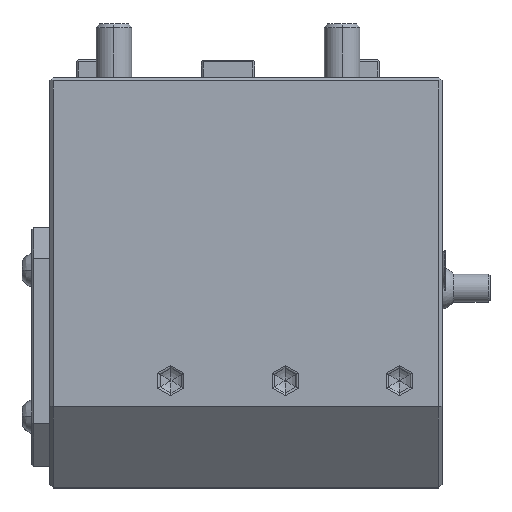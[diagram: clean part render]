
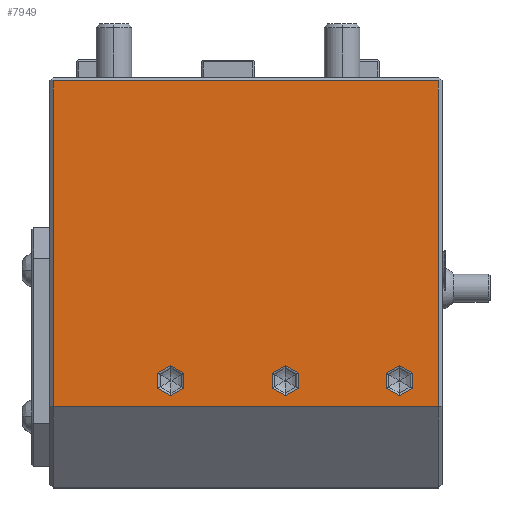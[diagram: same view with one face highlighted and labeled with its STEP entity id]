
A CAD part, top view. The second image highlights one B-rep face of the part: STEP entity #7949.
In plain terms, the highlighted planar face has unit normal (0, 0, 1).
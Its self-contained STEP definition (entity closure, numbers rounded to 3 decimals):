
#947=DIRECTION('',(0.,1.,0.));
#948=VECTOR('',#947,91.357);
#949=CARTESIAN_POINT('',(59.,-92.357,42.5));
#950=LINE('',#949,#948);
#951=DIRECTION('',(-1.,0.,0.));
#952=VECTOR('',#951,108.);
#953=CARTESIAN_POINT('',(59.,-92.357,42.5));
#954=LINE('',#953,#952);
#955=DIRECTION('',(0.,1.,0.));
#956=VECTOR('',#955,91.357);
#957=CARTESIAN_POINT('',(-49.,-92.357,42.5));
#958=LINE('',#957,#956);
#959=DIRECTION('',(1.,0.,0.));
#960=VECTOR('',#959,108.);
#961=CARTESIAN_POINT('',(-49.,-1.,42.5));
#962=LINE('',#961,#960);
#1606=DIRECTION('',(0.,1.,0.));
#1607=VECTOR('',#1606,4.219);
#1608=CARTESIAN_POINT('',(-12.346,-87.11,42.5));
#1609=LINE('',#1608,#1607);
#1634=DIRECTION('',(0.866,0.5,0.));
#1635=VECTOR('',#1634,4.219);
#1636=CARTESIAN_POINT('',(-16.,-89.219,42.5));
#1637=LINE('',#1636,#1635);
#1642=DIRECTION('',(0.866,-0.5,0.));
#1643=VECTOR('',#1642,4.219);
#1644=CARTESIAN_POINT('',(-19.654,-87.11,42.5));
#1645=LINE('',#1644,#1643);
#1690=DIRECTION('',(0.,-1.,0.));
#1691=VECTOR('',#1690,4.219);
#1692=CARTESIAN_POINT('',(-19.654,-82.89,42.5));
#1693=LINE('',#1692,#1691);
#1718=DIRECTION('',(-0.866,-0.5,0.));
#1719=VECTOR('',#1718,4.219);
#1720=CARTESIAN_POINT('',(-16.,-80.781,42.5));
#1721=LINE('',#1720,#1719);
#1746=DIRECTION('',(-0.866,0.5,0.));
#1747=VECTOR('',#1746,4.219);
#1748=CARTESIAN_POINT('',(-12.346,-82.89,42.5));
#1749=LINE('',#1748,#1747);
#1852=DIRECTION('',(0.,1.,0.));
#1853=VECTOR('',#1852,4.219);
#1854=CARTESIAN_POINT('',(19.654,-87.11,42.5));
#1855=LINE('',#1854,#1853);
#1880=DIRECTION('',(0.866,0.5,0.));
#1881=VECTOR('',#1880,4.219);
#1882=CARTESIAN_POINT('',(16.,-89.219,42.5));
#1883=LINE('',#1882,#1881);
#1888=DIRECTION('',(0.866,-0.5,0.));
#1889=VECTOR('',#1888,4.219);
#1890=CARTESIAN_POINT('',(12.346,-87.11,42.5));
#1891=LINE('',#1890,#1889);
#1936=DIRECTION('',(0.,-1.,0.));
#1937=VECTOR('',#1936,4.219);
#1938=CARTESIAN_POINT('',(12.346,-82.89,42.5));
#1939=LINE('',#1938,#1937);
#1964=DIRECTION('',(-0.866,-0.5,0.));
#1965=VECTOR('',#1964,4.219);
#1966=CARTESIAN_POINT('',(16.,-80.781,42.5));
#1967=LINE('',#1966,#1965);
#1992=DIRECTION('',(-0.866,0.5,0.));
#1993=VECTOR('',#1992,4.219);
#1994=CARTESIAN_POINT('',(19.654,-82.89,42.5));
#1995=LINE('',#1994,#1993);
#2098=DIRECTION('',(0.,1.,0.));
#2099=VECTOR('',#2098,4.219);
#2100=CARTESIAN_POINT('',(51.654,-87.11,42.5));
#2101=LINE('',#2100,#2099);
#2126=DIRECTION('',(0.866,0.5,0.));
#2127=VECTOR('',#2126,4.219);
#2128=CARTESIAN_POINT('',(48.,-89.219,42.5));
#2129=LINE('',#2128,#2127);
#2134=DIRECTION('',(0.866,-0.5,0.));
#2135=VECTOR('',#2134,4.219);
#2136=CARTESIAN_POINT('',(44.346,-87.11,42.5));
#2137=LINE('',#2136,#2135);
#2182=DIRECTION('',(0.,-1.,0.));
#2183=VECTOR('',#2182,4.219);
#2184=CARTESIAN_POINT('',(44.346,-82.89,42.5));
#2185=LINE('',#2184,#2183);
#2210=DIRECTION('',(-0.866,-0.5,0.));
#2211=VECTOR('',#2210,4.219);
#2212=CARTESIAN_POINT('',(48.,-80.781,42.5));
#2213=LINE('',#2212,#2211);
#2238=DIRECTION('',(-0.866,0.5,0.));
#2239=VECTOR('',#2238,4.219);
#2240=CARTESIAN_POINT('',(51.654,-82.89,42.5));
#2241=LINE('',#2240,#2239);
#5990=CARTESIAN_POINT('',(59.,-92.357,42.5));
#5991=CARTESIAN_POINT('',(59.,-1.,42.5));
#5992=VERTEX_POINT('',#5990);
#5993=VERTEX_POINT('',#5991);
#6004=CARTESIAN_POINT('',(-49.,-92.357,42.5));
#6005=VERTEX_POINT('',#6004);
#6014=CARTESIAN_POINT('',(-49.,-1.,42.5));
#6015=VERTEX_POINT('',#6014);
#6638=CARTESIAN_POINT('',(48.,-89.219,42.5));
#6639=CARTESIAN_POINT('',(51.654,-87.11,42.5));
#6640=VERTEX_POINT('',#6638);
#6641=VERTEX_POINT('',#6639);
#6646=CARTESIAN_POINT('',(51.654,-82.89,42.5));
#6647=VERTEX_POINT('',#6646);
#6650=CARTESIAN_POINT('',(48.,-80.781,42.5));
#6651=VERTEX_POINT('',#6650);
#6654=CARTESIAN_POINT('',(44.346,-82.89,42.5));
#6655=VERTEX_POINT('',#6654);
#6658=CARTESIAN_POINT('',(44.346,-87.11,42.5));
#6659=VERTEX_POINT('',#6658);
#6728=CARTESIAN_POINT('',(16.,-89.219,42.5));
#6729=CARTESIAN_POINT('',(19.654,-87.11,42.5));
#6730=VERTEX_POINT('',#6728);
#6731=VERTEX_POINT('',#6729);
#6736=CARTESIAN_POINT('',(19.654,-82.89,42.5));
#6737=VERTEX_POINT('',#6736);
#6740=CARTESIAN_POINT('',(16.,-80.781,42.5));
#6741=VERTEX_POINT('',#6740);
#6744=CARTESIAN_POINT('',(12.346,-82.89,42.5));
#6745=VERTEX_POINT('',#6744);
#6748=CARTESIAN_POINT('',(12.346,-87.11,42.5));
#6749=VERTEX_POINT('',#6748);
#6863=CARTESIAN_POINT('',(-16.,-89.219,42.5));
#6864=CARTESIAN_POINT('',(-12.346,-87.11,42.5));
#6865=VERTEX_POINT('',#6863);
#6866=VERTEX_POINT('',#6864);
#6871=CARTESIAN_POINT('',(-12.346,-82.89,42.5));
#6872=VERTEX_POINT('',#6871);
#6875=CARTESIAN_POINT('',(-16.,-80.781,42.5));
#6876=VERTEX_POINT('',#6875);
#6879=CARTESIAN_POINT('',(-19.654,-82.89,42.5));
#6880=VERTEX_POINT('',#6879);
#6883=CARTESIAN_POINT('',(-19.654,-87.11,42.5));
#6884=VERTEX_POINT('',#6883);
#7893=CARTESIAN_POINT('',(60.,0.,42.5));
#7894=DIRECTION('',(0.,0.,1.));
#7895=DIRECTION('',(-1.,0.,0.));
#7896=AXIS2_PLACEMENT_3D('',#7893,#7894,#7895);
#7897=PLANE('',#7896);
#7899=ORIENTED_EDGE('',*,*,#7898,.F.);
#7901=ORIENTED_EDGE('',*,*,#7900,.T.);
#7902=ORIENTED_EDGE('',*,*,#7882,.T.);
#7904=ORIENTED_EDGE('',*,*,#7903,.T.);
#7905=EDGE_LOOP('',(#7899,#7901,#7902,#7904));
#7906=FACE_OUTER_BOUND('',#7905,.F.);
#7908=ORIENTED_EDGE('',*,*,#7907,.T.);
#7910=ORIENTED_EDGE('',*,*,#7909,.T.);
#7912=ORIENTED_EDGE('',*,*,#7911,.T.);
#7914=ORIENTED_EDGE('',*,*,#7913,.T.);
#7916=ORIENTED_EDGE('',*,*,#7915,.T.);
#7918=ORIENTED_EDGE('',*,*,#7917,.T.);
#7919=EDGE_LOOP('',(#7908,#7910,#7912,#7914,#7916,#7918));
#7920=FACE_BOUND('',#7919,.F.);
#7922=ORIENTED_EDGE('',*,*,#7921,.T.);
#7924=ORIENTED_EDGE('',*,*,#7923,.T.);
#7926=ORIENTED_EDGE('',*,*,#7925,.T.);
#7928=ORIENTED_EDGE('',*,*,#7927,.T.);
#7930=ORIENTED_EDGE('',*,*,#7929,.T.);
#7932=ORIENTED_EDGE('',*,*,#7931,.T.);
#7933=EDGE_LOOP('',(#7922,#7924,#7926,#7928,#7930,#7932));
#7934=FACE_BOUND('',#7933,.F.);
#7936=ORIENTED_EDGE('',*,*,#7935,.T.);
#7938=ORIENTED_EDGE('',*,*,#7937,.T.);
#7940=ORIENTED_EDGE('',*,*,#7939,.T.);
#7942=ORIENTED_EDGE('',*,*,#7941,.T.);
#7944=ORIENTED_EDGE('',*,*,#7943,.T.);
#7946=ORIENTED_EDGE('',*,*,#7945,.T.);
#7947=EDGE_LOOP('',(#7936,#7938,#7940,#7942,#7944,#7946));
#7948=FACE_BOUND('',#7947,.F.);
#7882=EDGE_CURVE('',#6005,#6015,#958,.T.);
#7898=EDGE_CURVE('',#5992,#5993,#950,.T.);
#7900=EDGE_CURVE('',#5992,#6005,#954,.T.);
#7903=EDGE_CURVE('',#6015,#5993,#962,.T.);
#7907=EDGE_CURVE('',#6866,#6872,#1609,.T.);
#7909=EDGE_CURVE('',#6872,#6876,#1749,.T.);
#7911=EDGE_CURVE('',#6876,#6880,#1721,.T.);
#7913=EDGE_CURVE('',#6880,#6884,#1693,.T.);
#7915=EDGE_CURVE('',#6884,#6865,#1645,.T.);
#7917=EDGE_CURVE('',#6865,#6866,#1637,.T.);
#7921=EDGE_CURVE('',#6731,#6737,#1855,.T.);
#7923=EDGE_CURVE('',#6737,#6741,#1995,.T.);
#7925=EDGE_CURVE('',#6741,#6745,#1967,.T.);
#7927=EDGE_CURVE('',#6745,#6749,#1939,.T.);
#7929=EDGE_CURVE('',#6749,#6730,#1891,.T.);
#7931=EDGE_CURVE('',#6730,#6731,#1883,.T.);
#7935=EDGE_CURVE('',#6641,#6647,#2101,.T.);
#7937=EDGE_CURVE('',#6647,#6651,#2241,.T.);
#7939=EDGE_CURVE('',#6651,#6655,#2213,.T.);
#7941=EDGE_CURVE('',#6655,#6659,#2185,.T.);
#7943=EDGE_CURVE('',#6659,#6640,#2137,.T.);
#7945=EDGE_CURVE('',#6640,#6641,#2129,.T.);
#7949=ADVANCED_FACE('',(#7906,#7920,#7934,#7948),#7897,.T.);
